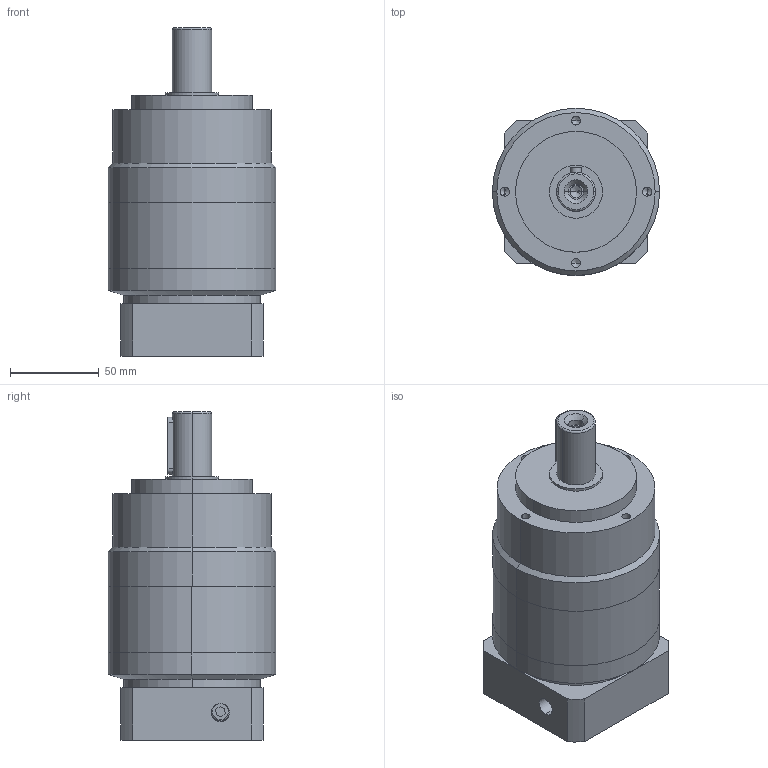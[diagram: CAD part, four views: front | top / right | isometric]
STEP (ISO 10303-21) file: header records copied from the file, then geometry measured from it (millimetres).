
FILE_DESCRIPTION (( 'STEP AP203' ), '1' );
FILE_NAME ('GPE090-L2-(19-70-90-M5).STEP', '2022-05-25T05:42:10', ( '微软用户' ), ( '微软中国' ), 'SwSTEP 2.0', 'SolidWorks 2018', '' );
FILE_SCHEMA (( 'CONFIG_CONTROL_DESIGN' ));
Length unit declared in the file: millimetre
Products named in the file (1): GPE090-L2-(19-70-90-M5)
Bounding box: 94 x 94 x 184.5 mm (x, y, z)
Volume: 856583.7 mm3; surface area: 108763.2 mm2
Topology: 6 solids, 6 shells, 274 faces, 657 edges, 411 vertices
Faces by surface type: cylinder 115, plane 113, cone 28, torus 18
Entity records: 8342 total; most frequent: CARTESIAN_POINT 1740, DIRECTION 1455, ORIENTED_EDGE 1278, EDGE_CURVE 639, AXIS2_PLACEMENT_3D 554, VERTEX_POINT 411, VECTOR 347, LINE 347
